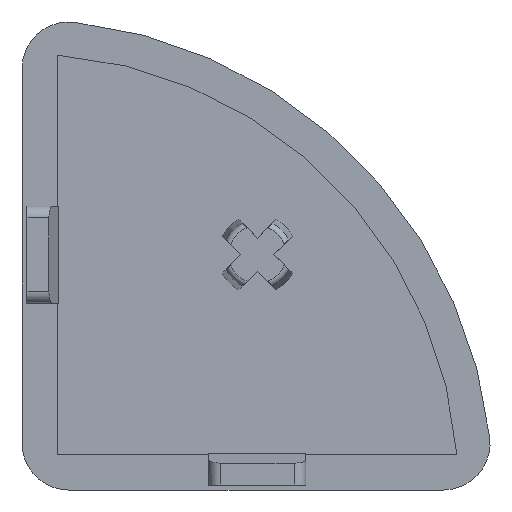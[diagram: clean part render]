
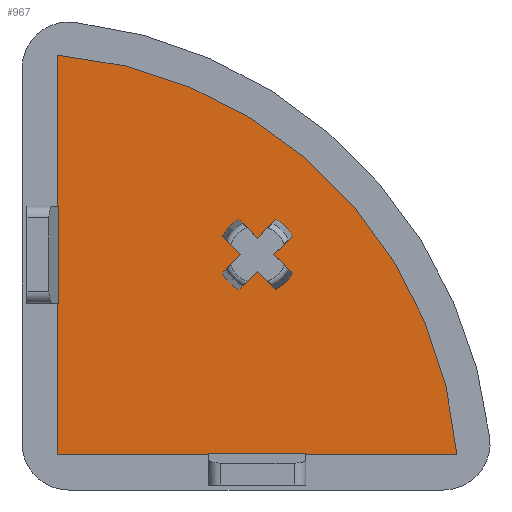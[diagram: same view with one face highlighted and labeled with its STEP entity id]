
A CAD part, front view. The second image highlights one B-rep face of the part: STEP entity #967.
In plain terms, the highlighted planar face has unit normal (0, -1, 0).
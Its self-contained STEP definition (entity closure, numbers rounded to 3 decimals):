
#19=FACE_BOUND('',#170,.T.);
#36=PLANE('',#1079);
#113=FACE_OUTER_BOUND('',#169,.T.);
#169=EDGE_LOOP('',(#797,#798,#799));
#170=EDGE_LOOP('',(#800,#801,#802,#803,#804,#805,#806,#807,#808,#809,#810,
#811));
#242=LINE('',#1695,#325);
#246=LINE('',#1703,#329);
#248=LINE('',#1707,#331);
#249=LINE('',#1709,#332);
#250=LINE('',#1710,#333);
#251=LINE('',#1712,#334);
#252=LINE('',#1714,#335);
#253=LINE('',#1718,#336);
#254=LINE('',#1719,#337);
#255=LINE('',#1720,#338);
#325=VECTOR('',#1297,1000.);
#329=VECTOR('',#1307,1000.);
#331=VECTOR('',#1311,1000.);
#332=VECTOR('',#1312,1000.);
#333=VECTOR('',#1313,1000.);
#334=VECTOR('',#1314,1000.);
#335=VECTOR('',#1315,1000.);
#336=VECTOR('',#1318,1000.);
#337=VECTOR('',#1319,1000.);
#338=VECTOR('',#1320,1000.);
#355=CIRCLE('',#1007,3.4);
#358=CIRCLE('',#1011,3.4);
#360=CIRCLE('',#1014,3.4);
#390=CIRCLE('',#1077,37.25);
#391=CIRCLE('',#1080,3.4);
#395=VERTEX_POINT('',#1381);
#396=VERTEX_POINT('',#1382);
#401=VERTEX_POINT('',#1393);
#402=VERTEX_POINT('',#1395);
#405=VERTEX_POINT('',#1402);
#406=VERTEX_POINT('',#1404);
#468=VERTEX_POINT('',#1692);
#469=VERTEX_POINT('',#1694);
#470=VERTEX_POINT('',#1699);
#471=VERTEX_POINT('',#1706);
#472=VERTEX_POINT('',#1708);
#473=VERTEX_POINT('',#1711);
#474=VERTEX_POINT('',#1713);
#475=VERTEX_POINT('',#1715);
#476=VERTEX_POINT('',#1717);
#487=EDGE_CURVE('',#395,#396,#355,.F.);
#493=EDGE_CURVE('',#401,#402,#358,.F.);
#497=EDGE_CURVE('',#405,#406,#360,.F.);
#591=EDGE_CURVE('',#468,#469,#242,.T.);
#594=EDGE_CURVE('',#469,#470,#390,.T.);
#596=EDGE_CURVE('',#470,#468,#246,.T.);
#598=EDGE_CURVE('',#471,#396,#248,.T.);
#599=EDGE_CURVE('',#395,#472,#249,.T.);
#600=EDGE_CURVE('',#472,#406,#250,.T.);
#601=EDGE_CURVE('',#405,#473,#251,.T.);
#602=EDGE_CURVE('',#473,#474,#252,.T.);
#603=EDGE_CURVE('',#475,#474,#391,.F.);
#604=EDGE_CURVE('',#475,#476,#253,.T.);
#605=EDGE_CURVE('',#476,#402,#254,.T.);
#606=EDGE_CURVE('',#401,#471,#255,.T.);
#797=ORIENTED_EDGE('',*,*,#591,.F.);
#798=ORIENTED_EDGE('',*,*,#596,.F.);
#799=ORIENTED_EDGE('',*,*,#594,.F.);
#800=ORIENTED_EDGE('',*,*,#598,.T.);
#801=ORIENTED_EDGE('',*,*,#487,.F.);
#802=ORIENTED_EDGE('',*,*,#599,.T.);
#803=ORIENTED_EDGE('',*,*,#600,.T.);
#804=ORIENTED_EDGE('',*,*,#497,.F.);
#805=ORIENTED_EDGE('',*,*,#601,.T.);
#806=ORIENTED_EDGE('',*,*,#602,.T.);
#807=ORIENTED_EDGE('',*,*,#603,.F.);
#808=ORIENTED_EDGE('',*,*,#604,.T.);
#809=ORIENTED_EDGE('',*,*,#605,.T.);
#810=ORIENTED_EDGE('',*,*,#493,.F.);
#811=ORIENTED_EDGE('',*,*,#606,.T.);
#967=ADVANCED_FACE('',(#113,#19),#36,.F.);
#1007=AXIS2_PLACEMENT_3D('',#1383,#1106,#1107);
#1011=AXIS2_PLACEMENT_3D('',#1396,#1117,#1118);
#1014=AXIS2_PLACEMENT_3D('',#1405,#1125,#1126);
#1077=AXIS2_PLACEMENT_3D('',#1700,#1302,#1303);
#1079=AXIS2_PLACEMENT_3D('',#1705,#1309,#1310);
#1080=AXIS2_PLACEMENT_3D('',#1716,#1316,#1317);
#1106=DIRECTION('center_axis',(0.,1.,0.));
#1107=DIRECTION('ref_axis',(0.,0.,1.));
#1117=DIRECTION('center_axis',(0.,1.,0.));
#1118=DIRECTION('ref_axis',(0.,0.,1.));
#1125=DIRECTION('center_axis',(0.,1.,0.));
#1126=DIRECTION('ref_axis',(0.,0.,1.));
#1297=DIRECTION('',(0.,0.,1.));
#1302=DIRECTION('center_axis',(0.,1.,0.));
#1303=DIRECTION('ref_axis',(1.,0.,0.));
#1307=DIRECTION('',(-1.,0.,0.));
#1309=DIRECTION('center_axis',(0.,1.,0.));
#1310=DIRECTION('ref_axis',(0.,0.,1.));
#1311=DIRECTION('',(-0.707,0.,0.707));
#1312=DIRECTION('',(0.707,0.,-0.707));
#1313=DIRECTION('',(0.707,0.,0.707));
#1314=DIRECTION('',(-0.707,0.,-0.707));
#1315=DIRECTION('',(0.707,0.,-0.707));
#1316=DIRECTION('center_axis',(0.,1.,0.));
#1317=DIRECTION('ref_axis',(0.,0.,1.));
#1318=DIRECTION('',(-0.707,0.,0.707));
#1319=DIRECTION('',(-0.707,0.,-0.707));
#1320=DIRECTION('',(0.707,0.,0.707));
#1381=CARTESIAN_POINT('',(-1.591,-3.,3.005));
#1382=CARTESIAN_POINT('',(-3.005,-3.,1.591));
#1383=CARTESIAN_POINT('Origin',(0.,-3.,0.));
#1393=CARTESIAN_POINT('',(-3.005,-3.,-1.591));
#1395=CARTESIAN_POINT('',(-1.591,-3.,-3.005));
#1396=CARTESIAN_POINT('Origin',(0.,-3.,0.));
#1402=CARTESIAN_POINT('',(3.005,-3.,1.591));
#1404=CARTESIAN_POINT('',(1.591,-3.,3.005));
#1405=CARTESIAN_POINT('Origin',(0.,-3.,0.));
#1692=CARTESIAN_POINT('',(-17.065,-3.,-17.065));
#1694=CARTESIAN_POINT('',(-17.065,-3.,17.065));
#1695=CARTESIAN_POINT('',(-17.065,-3.,-17.065));
#1699=CARTESIAN_POINT('',(17.065,-3.,-17.065));
#1700=CARTESIAN_POINT('Origin',(-20.064,-3.,-20.064));
#1703=CARTESIAN_POINT('',(17.065,-3.,-17.065));
#1705=CARTESIAN_POINT('Origin',(-20.064,-3.,-20.064));
#1706=CARTESIAN_POINT('',(-1.414,-3.,0.));
#1707=CARTESIAN_POINT('',(-1.414,-3.,0.));
#1708=CARTESIAN_POINT('',(0.,-3.,1.414));
#1709=CARTESIAN_POINT('',(-1.701,-3.,3.116));
#1710=CARTESIAN_POINT('',(0.,-3.,1.414));
#1711=CARTESIAN_POINT('',(1.414,-3.,0.));
#1712=CARTESIAN_POINT('',(3.116,-3.,1.701));
#1713=CARTESIAN_POINT('',(3.005,-3.,-1.591));
#1714=CARTESIAN_POINT('',(1.414,-3.,0.));
#1715=CARTESIAN_POINT('',(1.591,-3.,-3.005));
#1716=CARTESIAN_POINT('Origin',(0.,-3.,0.));
#1717=CARTESIAN_POINT('',(0.,-3.,-1.414));
#1718=CARTESIAN_POINT('',(1.701,-3.,-3.116));
#1719=CARTESIAN_POINT('',(0.,-3.,-1.414));
#1720=CARTESIAN_POINT('',(-3.116,-3.,-1.701));
